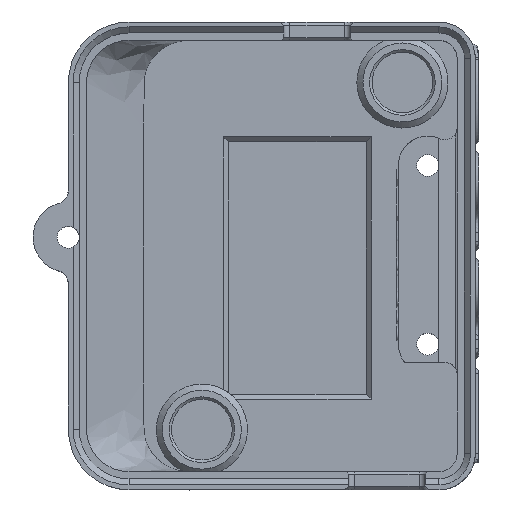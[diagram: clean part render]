
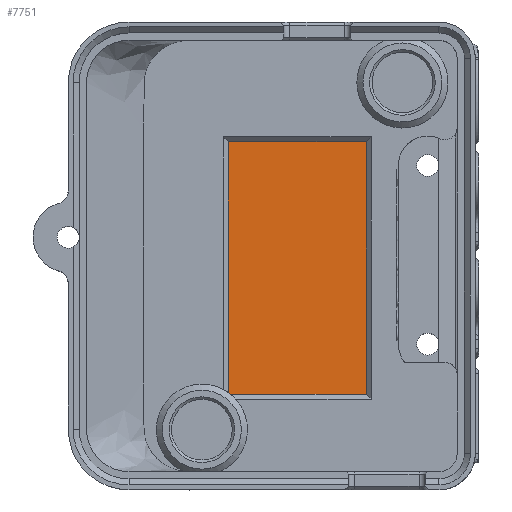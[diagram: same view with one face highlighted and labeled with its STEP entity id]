
A CAD part, top view. The second image highlights one B-rep face of the part: STEP entity #7751.
In plain terms, the highlighted planar face has unit normal (0, 0, 1).
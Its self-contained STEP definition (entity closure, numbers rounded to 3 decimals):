
#85=CIRCLE('',#8134,7.5);
#617=FACE_OUTER_BOUND('',#1079,.T.);
#1079=EDGE_LOOP('',(#6054,#6055,#6056,#6057,#6058));
#1787=LINE('',#13235,#2507);
#1788=LINE('',#13238,#2508);
#1790=LINE('',#13241,#2510);
#2507=VECTOR('',#9302,10.);
#2508=VECTOR('',#9305,10.);
#2510=VECTOR('',#9309,10.);
#2912=B_SPLINE_CURVE_WITH_KNOTS('',3,(#12859,#12860,#12861,#12862),
 .UNSPECIFIED.,.F.,.F.,(4,4),(9.411,13.537),
 .UNSPECIFIED.);
#3442=VERTEX_POINT('',#12806);
#3443=VERTEX_POINT('',#12808);
#3451=VERTEX_POINT('',#12858);
#3544=VERTEX_POINT('',#13233);
#3545=VERTEX_POINT('',#13237);
#4347=EDGE_CURVE('',#3443,#3442,#85,.T.);
#4360=EDGE_CURVE('',#3443,#3451,#2912,.T.);
#4480=EDGE_CURVE('',#3544,#3442,#1787,.T.);
#4481=EDGE_CURVE('',#3451,#3545,#1788,.T.);
#4483=EDGE_CURVE('',#3545,#3544,#1790,.T.);
#6054=ORIENTED_EDGE('',*,*,#4347,.T.);
#6055=ORIENTED_EDGE('',*,*,#4480,.F.);
#6056=ORIENTED_EDGE('',*,*,#4483,.F.);
#6057=ORIENTED_EDGE('',*,*,#4481,.F.);
#6058=ORIENTED_EDGE('',*,*,#4360,.F.);
#7425=PLANE('',#8202);
#7751=ADVANCED_FACE('',(#617),#7425,.T.);
#8134=AXIS2_PLACEMENT_3D('',#12809,#9079,#9080);
#8202=AXIS2_PLACEMENT_3D('',#13242,#9310,#9311);
#9079=DIRECTION('center_axis',(0.,0.,
-1.));
#9080=DIRECTION('ref_axis',(1.,0.,0.));
#9302=DIRECTION('',(-1.,0.,0.));
#9305=DIRECTION('',(1.,0.,0.));
#9309=DIRECTION('',(0.,-1.,0.));
#9310=DIRECTION('center_axis',(0.,0.,
1.));
#9311=DIRECTION('ref_axis',(1.,0.,0.));
#12806=CARTESIAN_POINT('',(-0.097,-107.006,31.083));
#12808=CARTESIAN_POINT('',(-0.452,-106.737,31.083));
#12809=CARTESIAN_POINT('Origin',(-4.801,-112.847,31.083));
#12858=CARTESIAN_POINT('',(-0.416,-65.46,31.083));
#12859=CARTESIAN_POINT('Ctrl Pts',(-0.452,-106.737,
31.083));
#12860=CARTESIAN_POINT('Ctrl Pts',(-0.44,-92.935,
31.083));
#12861=CARTESIAN_POINT('Ctrl Pts',(-0.428,-79.176,
31.083));
#12862=CARTESIAN_POINT('Ctrl Pts',(-0.416,-65.46,
31.083));
#13233=CARTESIAN_POINT('',(22.263,-107.006,31.083));
#13235=CARTESIAN_POINT('',(17.631,-107.006,31.083));
#13237=CARTESIAN_POINT('',(22.254,-65.461,31.083));
#13238=CARTESIAN_POINT('',(5.493,-65.46,31.083));
#13241=CARTESIAN_POINT('',(22.256,-74.464,31.083));
#13242=CARTESIAN_POINT('Origin',(12.199,-84.268,31.083));
